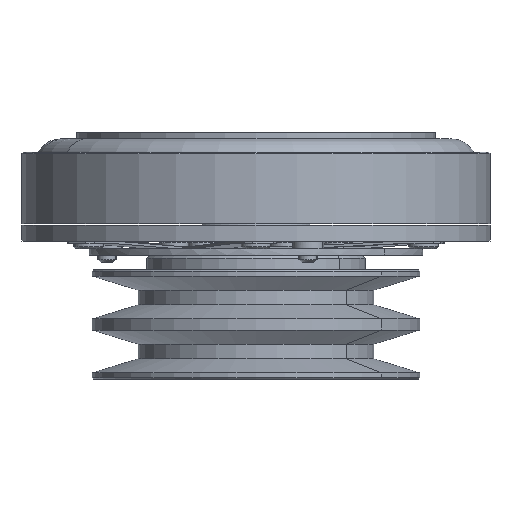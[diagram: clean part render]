
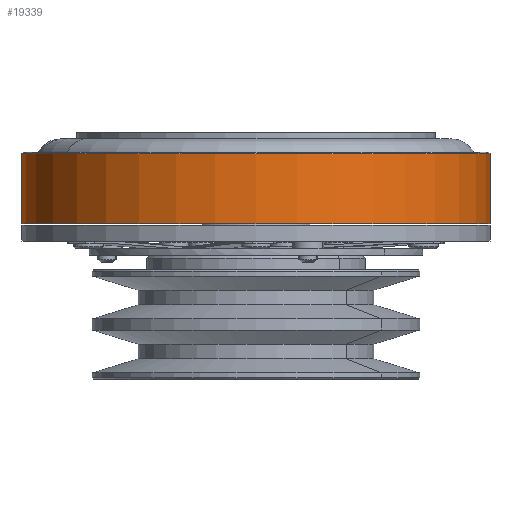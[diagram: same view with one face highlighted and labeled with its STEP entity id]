
A CAD part, front view. The second image highlights one B-rep face of the part: STEP entity #19339.
In plain terms, the highlighted cylindrical face has radius 75 mm (diameter 150 mm), a partial arc.
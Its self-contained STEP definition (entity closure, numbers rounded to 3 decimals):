
#12273 = VERTEX_POINT ( 'NONE', #27455 ) ;
#12278 = VERTEX_POINT ( 'NONE', #27450 ) ;
#12281 = EDGE_CURVE ( 'NONE', #12278, #12283, #27448, .T. ) ;
#12283 = VERTEX_POINT ( 'NONE', #27444 ) ;
#12399 = VERTEX_POINT ( 'NONE', #27542 ) ;
#12408 = EDGE_CURVE ( 'NONE', #12273, #12399, #27576, .T. ) ;
#12479 = EDGE_CURVE ( 'NONE', #12278, #12273, #27668, .T. ) ;
#15441 = DIRECTION ( 'NONE',  ( -1., 0., 0. ) ) ;
#15442 = DIRECTION ( 'NONE',  ( 0., 0., -1. ) ) ;
#15443 = AXIS2_PLACEMENT_3D ( 'NONE', #15445, #15442, #15441 ) ;
#15444 = CYLINDRICAL_SURFACE ( 'NONE', #15443, 75. ) ;
#15445 = CARTESIAN_POINT ( 'NONE',  ( 0., 0., -116.19 ) ) ;
#15460 = FACE_OUTER_BOUND ( 'NONE', #19340, .T. ) ;
#15491 = DIRECTION ( 'NONE',  ( -1., 0., 0. ) ) ;
#15492 = DIRECTION ( 'NONE',  ( 0., 0., -1. ) ) ;
#15493 = CARTESIAN_POINT ( 'NONE',  ( 0., 0., -27.2 ) ) ;
#15494 = AXIS2_PLACEMENT_3D ( 'NONE', #15493, #15492, #15491 ) ;
#15496 = CIRCLE ( 'NONE', #15494, 75. ) ;
#19339 = ADVANCED_FACE ( 'NONE', ( #15460 ), #15444, .T. ) ;
#19340 = EDGE_LOOP ( 'NONE', ( #19341, #19342, #19343, #19344 ) ) ;
#19341 = ORIENTED_EDGE ( 'NONE', *, *, #12281, .F. ) ;
#19342 = ORIENTED_EDGE ( 'NONE', *, *, #12479, .T. ) ;
#19343 = ORIENTED_EDGE ( 'NONE', *, *, #12408, .T. ) ;
#19344 = ORIENTED_EDGE ( 'NONE', *, *, #19345, .F. ) ;
#19345 = EDGE_CURVE ( 'NONE', #12283, #12399, #15496, .T. ) ;
#27444 = CARTESIAN_POINT ( 'NONE',  ( 75., 0., -27.2 ) ) ;
#27445 = DIRECTION ( 'NONE',  ( 0., 0., -1. ) ) ;
#27446 = VECTOR ( 'NONE', #27445, 1000. ) ;
#27447 = CARTESIAN_POINT ( 'NONE',  ( 75., 0., -116.19 ) ) ;
#27448 = LINE ( 'NONE', #27447, #27446 ) ;
#27450 = CARTESIAN_POINT ( 'NONE',  ( 75., 0., -4.7 ) ) ;
#27455 = CARTESIAN_POINT ( 'NONE',  ( -75., 0., -4.7 ) ) ;
#27542 = CARTESIAN_POINT ( 'NONE',  ( -75., 0., -27.2 ) ) ;
#27573 = DIRECTION ( 'NONE',  ( 0., 0., -1. ) ) ;
#27574 = VECTOR ( 'NONE', #27573, 1000. ) ;
#27575 = CARTESIAN_POINT ( 'NONE',  ( -75., 0., -116.19 ) ) ;
#27576 = LINE ( 'NONE', #27575, #27574 ) ;
#27664 = DIRECTION ( 'NONE',  ( -1., 0., 0. ) ) ;
#27665 = DIRECTION ( 'NONE',  ( 0., 0., -1. ) ) ;
#27666 = CARTESIAN_POINT ( 'NONE',  ( 0., 0., -4.7 ) ) ;
#27667 = AXIS2_PLACEMENT_3D ( 'NONE', #27666, #27665, #27664 ) ;
#27668 = CIRCLE ( 'NONE', #27667, 75. ) ;
